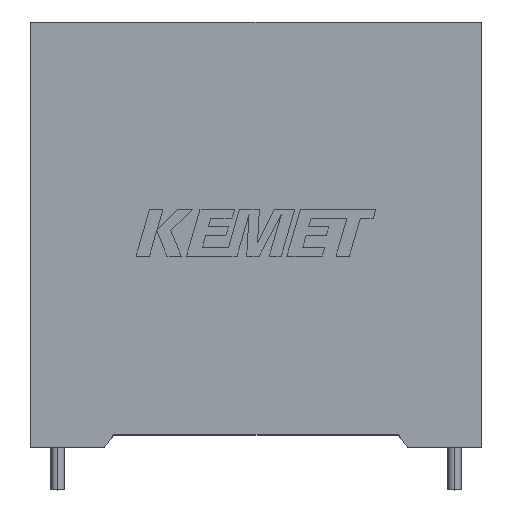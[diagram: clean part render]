
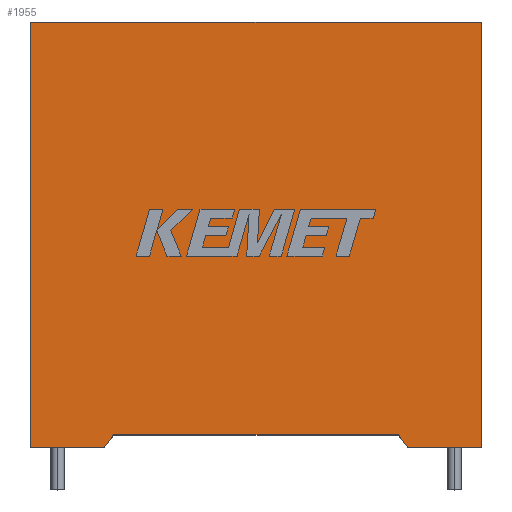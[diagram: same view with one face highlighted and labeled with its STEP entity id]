
A CAD part, top view. The second image highlights one B-rep face of the part: STEP entity #1955.
In plain terms, the highlighted planar face has unit normal (0, 0, 1).
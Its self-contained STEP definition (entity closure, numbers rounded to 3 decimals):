
#43 = LINE ( 'NONE', #910, #1917 ) ;
#53 = EDGE_CURVE ( 'NONE', #2399, #878, #2813, .T. ) ;
#141 = ORIENTED_EDGE ( 'NONE', *, *, #674, .T. ) ;
#199 = EDGE_CURVE ( 'NONE', #707, #971, #1254, .T. ) ;
#204 = FACE_OUTER_BOUND ( 'NONE', #694, .T. ) ;
#220 = VECTOR ( 'NONE', #1920, 1000. ) ;
#246 = CARTESIAN_POINT ( 'NONE',  ( 34.75, 1.182, 20.4 ) ) ;
#250 = CARTESIAN_POINT ( 'NONE',  ( 6.95, 0., 20.4 ) ) ;
#324 = LINE ( 'NONE', #3125, #899 ) ;
#357 = LINE ( 'NONE', #1875, #591 ) ;
#445 = DIRECTION ( 'NONE',  ( 0., -1., 0. ) ) ;
#471 = LINE ( 'NONE', #246, #2081 ) ;
#581 = CARTESIAN_POINT ( 'NONE',  ( 7.85, 1.182, 20.4 ) ) ;
#591 = VECTOR ( 'NONE', #2124, 1000. ) ;
#668 = CARTESIAN_POINT ( 'NONE',  ( 42.6, 0., 20.4 ) ) ;
#674 = EDGE_CURVE ( 'NONE', #971, #1549, #357, .T. ) ;
#694 = EDGE_LOOP ( 'NONE', ( #2295, #2934, #2665, #2699, #141, #2945, #708, #837 ) ) ;
#697 = EDGE_CURVE ( 'NONE', #1300, #707, #2168, .T. ) ;
#707 = VERTEX_POINT ( 'NONE', #668 ) ;
#708 = ORIENTED_EDGE ( 'NONE', *, *, #53, .T. ) ;
#837 = ORIENTED_EDGE ( 'NONE', *, *, #1373, .F. ) ;
#878 = VERTEX_POINT ( 'NONE', #250 ) ;
#899 = VECTOR ( 'NONE', #2667, 1000. ) ;
#901 = EDGE_CURVE ( 'NONE', #1759, #3051, #324, .T. ) ;
#910 = CARTESIAN_POINT ( 'NONE',  ( 7.85, 1.182, 20.4 ) ) ;
#929 = CARTESIAN_POINT ( 'NONE',  ( 0., 0., 20.4 ) ) ;
#971 = VERTEX_POINT ( 'NONE', #2900 ) ;
#974 = CARTESIAN_POINT ( 'NONE',  ( 42.6, 0., 20.4 ) ) ;
#978 = PLANE ( 'NONE',  #1885 ) ;
#1023 = VECTOR ( 'NONE', #445, 1000. ) ;
#1059 = CARTESIAN_POINT ( 'NONE',  ( 0., 0., 20.4 ) ) ;
#1254 = LINE ( 'NONE', #974, #220 ) ;
#1300 = VERTEX_POINT ( 'NONE', #2303 ) ;
#1373 = EDGE_CURVE ( 'NONE', #3051, #878, #43, .T. ) ;
#1426 = DIRECTION ( 'NONE',  ( 0., 0., -1. ) ) ;
#1469 = CARTESIAN_POINT ( 'NONE',  ( 0., 0., 20.4 ) ) ;
#1484 = LINE ( 'NONE', #2830, #1023 ) ;
#1539 = CARTESIAN_POINT ( 'NONE',  ( 34.75, 1.182, 20.4 ) ) ;
#1549 = VERTEX_POINT ( 'NONE', #2678 ) ;
#1618 = EDGE_CURVE ( 'NONE', #1759, #1300, #471, .T. ) ;
#1639 = CARTESIAN_POINT ( 'NONE',  ( 0., 0., 20.4 ) ) ;
#1759 = VERTEX_POINT ( 'NONE', #1539 ) ;
#1875 = CARTESIAN_POINT ( 'NONE',  ( 0., 40.2, 20.4 ) ) ;
#1885 = AXIS2_PLACEMENT_3D ( 'NONE', #1469, #1426, #3091 ) ;
#1917 = VECTOR ( 'NONE', #3080, 1000. ) ;
#1920 = DIRECTION ( 'NONE',  ( 0., 1., 0. ) ) ;
#1955 = ADVANCED_FACE ( 'NONE', ( #204 ), #978, .F. ) ;
#2081 = VECTOR ( 'NONE', #2698, 1000. ) ;
#2124 = DIRECTION ( 'NONE',  ( -1., 0., 0. ) ) ;
#2168 = LINE ( 'NONE', #929, #2596 ) ;
#2295 = ORIENTED_EDGE ( 'NONE', *, *, #901, .F. ) ;
#2303 = CARTESIAN_POINT ( 'NONE',  ( 35.65, 0., 20.4 ) ) ;
#2399 = VERTEX_POINT ( 'NONE', #1059 ) ;
#2559 = EDGE_CURVE ( 'NONE', #1549, #2399, #1484, .T. ) ;
#2596 = VECTOR ( 'NONE', #2812, 1000. ) ;
#2648 = VECTOR ( 'NONE', #3087, 1000. ) ;
#2665 = ORIENTED_EDGE ( 'NONE', *, *, #697, .T. ) ;
#2667 = DIRECTION ( 'NONE',  ( -1., 0., 0. ) ) ;
#2678 = CARTESIAN_POINT ( 'NONE',  ( 0., 40.2, 20.4 ) ) ;
#2698 = DIRECTION ( 'NONE',  ( 0.606, -0.796, 0. ) ) ;
#2699 = ORIENTED_EDGE ( 'NONE', *, *, #199, .T. ) ;
#2812 = DIRECTION ( 'NONE',  ( 1., 0., 0. ) ) ;
#2813 = LINE ( 'NONE', #1639, #2648 ) ;
#2830 = CARTESIAN_POINT ( 'NONE',  ( 0., 0., 20.4 ) ) ;
#2900 = CARTESIAN_POINT ( 'NONE',  ( 42.6, 40.2, 20.4 ) ) ;
#2934 = ORIENTED_EDGE ( 'NONE', *, *, #1618, .T. ) ;
#2945 = ORIENTED_EDGE ( 'NONE', *, *, #2559, .T. ) ;
#3051 = VERTEX_POINT ( 'NONE', #581 ) ;
#3080 = DIRECTION ( 'NONE',  ( -0.606, -0.796, 0. ) ) ;
#3087 = DIRECTION ( 'NONE',  ( 1., 0., 0. ) ) ;
#3091 = DIRECTION ( 'NONE',  ( -1., 0., 0. ) ) ;
#3125 = CARTESIAN_POINT ( 'NONE',  ( 21.3, 1.182, 20.4 ) ) ;
